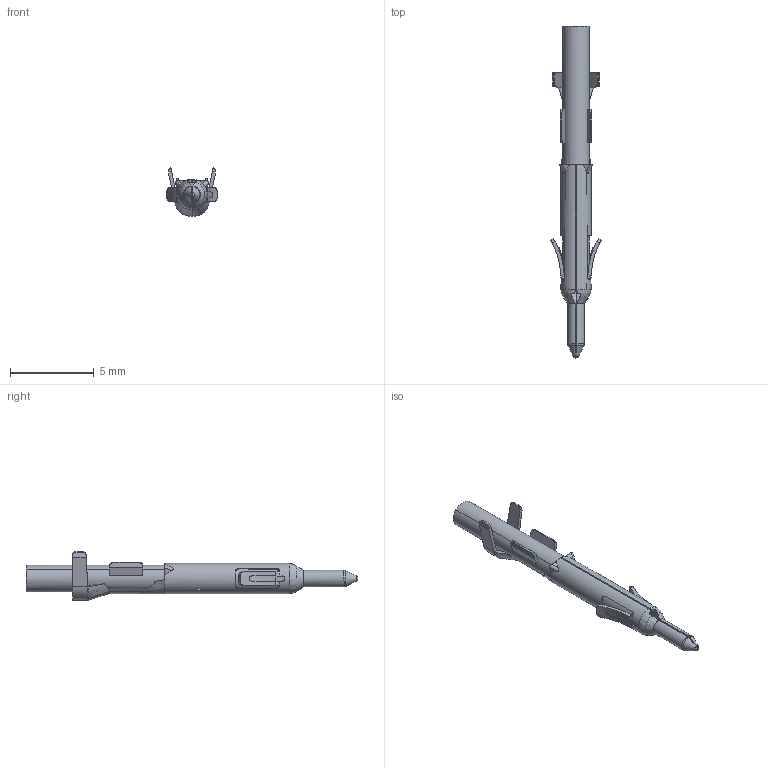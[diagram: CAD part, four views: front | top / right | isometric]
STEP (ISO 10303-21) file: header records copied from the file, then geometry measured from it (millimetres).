
FILE_DESCRIPTION( ('This file contains a STEP AP42 implementation' ,'as created by ZW3D STEP Interface translator.') ,'2;1' );
FILE_NAME( 'WF4141-MTBXX01.stp' ,'231019.161020', (''), ('ZWCAD Software Co.'), 'Version 1.0', 'ZW3D to STEP translator', '' );
FILE_SCHEMA(('AUTOMOTIVE_DESIGN { 1 0 10303 214 1 1 1 1 }'));
Length unit declared in the file: millimetre
Products named in the file (2): 0; WF4141-MTBXX01
Bounding box: 3 x 19.82 x 2.9 mm (x, y, z)
Volume: 38.9 mm3; surface area: 148.7 mm2
Topology: 1 solids, 1 shells, 223 faces, 636 edges, 407 vertices
Faces by surface type: plane 90, bspline 64, cylinder 63, cone 4, sphere 2
Full cylindrical faces by diameter (mm): 1.6 x1
Entity records: 9700 total; most frequent: CARTESIAN_POINT 4271, ORIENTED_EDGE 1272, DIRECTION 822, EDGE_CURVE 632, VERTEX_POINT 407, VECTOR 276, LINE 276, AXIS2_PLACEMENT_3D 273
